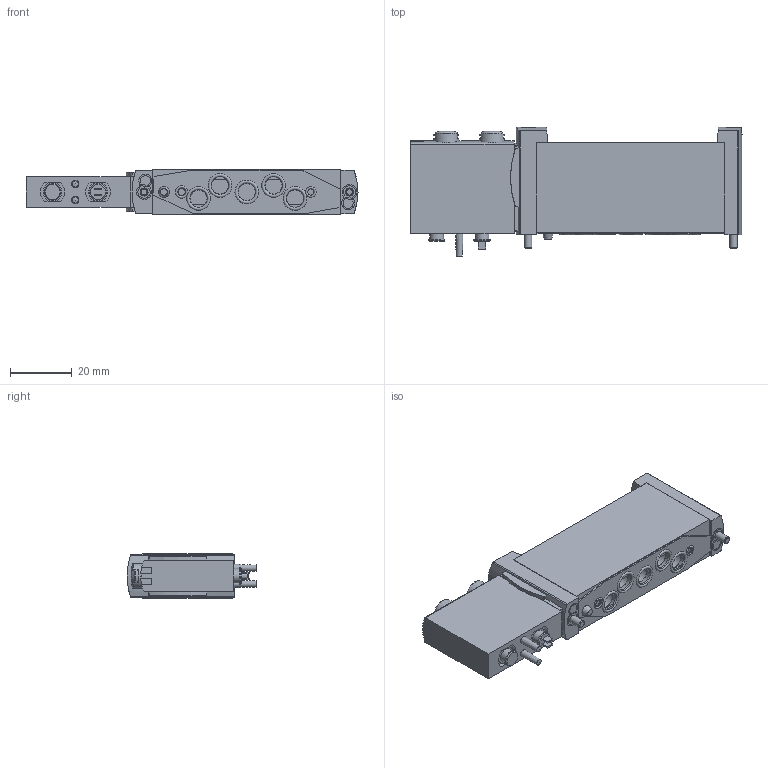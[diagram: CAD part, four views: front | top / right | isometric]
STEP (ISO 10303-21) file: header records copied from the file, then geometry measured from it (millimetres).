
FILE_DESCRIPTION(/* description */ ('STEP AP214'),/* implementation_level */ '2;1');
FILE_NAME(/* name */ '8041965_VUVG-B14-M52-MZT-F-1T1L-EX2C',/* time_stamp */ '2024-09-17T12:33:50+02:00',/* author */ ('License CC BY-ND 4.0'),/* organization */ ('CADENAS'),/* preprocessor_version */ 'ST-DEVELOPER v19.3',/* originating_system */ 'PARTsolutions',/* authorisation */ ' ');
FILE_SCHEMA (('AUTOMOTIVE_DESIGN {1 0 10303 214 3 1 1}'));
Length unit declared in the file: millimetre
Products named in the file (4): 8041965 VUVG-B14-M52-MZT-F-1T1L-EX2C; 575203 VUVG-B-14-M52-MZT-F--1T1--L---EX2C---(G); 8086665 M2.5X37-10.9-Z; 1057939 VABD-L1-14B-S-G18---(DR)
Assembly tree (4 placements, depth 2):
  8041965 VUVG-B14-M52-MZT-F-1T1L-EX2C
    575203 VUVG-B-14-M52-MZT-F--1T1--L---EX2C---(G)
    8086665 M2.5X37-10.9-Z  x2
    1057939 VABD-L1-14B-S-G18---(DR)
Bounding box: 107.45 x 41.91 x 14.4 mm (x, y, z)
Volume: 40659.6 mm3; surface area: 14919.7 mm2
Topology: 4 solids, 4 shells, 429 faces, 1082 edges, 708 vertices
Faces by surface type: plane 260, cylinder 102, cone 32, torus 27, sphere 8
Full cylindrical faces by diameter (mm): 1.4 x2, 2 x1, 2.2 x2, 2.3 x1, 2.5 x2, 2.6 x2, 3.9 x2, 4.5 x2, 5.3 x2, 6 x1, 6.1 x2, 6.5 x5, 7.6 x5, 7.7 x5, 8.1 x2
Entity records: 11740 total; most frequent: CARTESIAN_POINT 2064, DIRECTION 2062, ORIENTED_EDGE 1810, EDGE_CURVE 905, AXIS2_PLACEMENT_3D 769, VERTEX_POINT 636, EDGE_LOOP 571, FACE_BOUND 571
